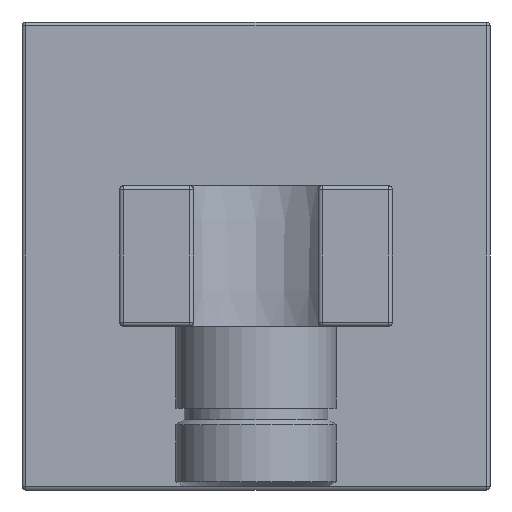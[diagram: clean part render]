
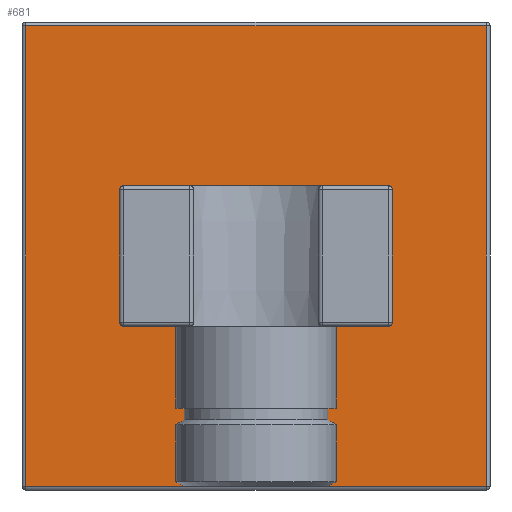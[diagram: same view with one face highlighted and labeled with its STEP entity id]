
A CAD part, front view. The second image highlights one B-rep face of the part: STEP entity #681.
In plain terms, the highlighted planar face has unit normal (0, -1, 0).
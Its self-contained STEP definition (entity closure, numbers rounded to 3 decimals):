
#517=PLANE('',#1567);
#559=LINE('',#2140,#627);
#560=LINE('',#2143,#628);
#561=LINE('',#2145,#629);
#562=LINE('',#2147,#630);
#627=VECTOR('',#1753,1.);
#628=VECTOR('',#1754,1.);
#629=VECTOR('',#1755,1.);
#630=VECTOR('',#1756,1.);
#681=ADVANCED_FACE('',(#794,#795,#796,#797),#517,.T.);
#794=FACE_BOUND('',#852,.T.);
#795=FACE_BOUND('',#853,.T.);
#796=FACE_BOUND('',#854,.T.);
#797=FACE_BOUND('',#855,.T.);
#852=EDGE_LOOP('',(#982,#983,#984,#985));
#853=EDGE_LOOP('',(#986));
#854=EDGE_LOOP('',(#987));
#855=EDGE_LOOP('',(#988));
#982=ORIENTED_EDGE('',*,*,#1362,.T.);
#983=ORIENTED_EDGE('',*,*,#1363,.T.);
#984=ORIENTED_EDGE('',*,*,#1364,.T.);
#985=ORIENTED_EDGE('',*,*,#1365,.T.);
#986=ORIENTED_EDGE('',*,*,#1337,.T.);
#987=ORIENTED_EDGE('',*,*,#1366,.F.);
#988=ORIENTED_EDGE('',*,*,#1367,.F.);
#1243=VERTEX_POINT('',#2089);
#1264=VERTEX_POINT('',#2141);
#1265=VERTEX_POINT('',#2142);
#1266=VERTEX_POINT('',#2144);
#1267=VERTEX_POINT('',#2146);
#1268=VERTEX_POINT('',#2149);
#1269=VERTEX_POINT('',#2151);
#1337=EDGE_CURVE('',#1243,#1243,#1482,.T.);
#1362=EDGE_CURVE('',#1264,#1265,#559,.T.);
#1363=EDGE_CURVE('',#1265,#1266,#560,.T.);
#1364=EDGE_CURVE('',#1266,#1267,#561,.T.);
#1365=EDGE_CURVE('',#1267,#1264,#562,.T.);
#1366=EDGE_CURVE('',#1268,#1268,#1487,.T.);
#1367=EDGE_CURVE('',#1269,#1269,#1488,.T.);
#1482=CIRCLE('',#1554,2.05);
#1487=CIRCLE('',#1565,2.05);
#1488=CIRCLE('',#1566,7.1);
#1554=AXIS2_PLACEMENT_3D('',#2088,#1711,#1712);
#1565=AXIS2_PLACEMENT_3D('',#2148,#1757,#1758);
#1566=AXIS2_PLACEMENT_3D('',#2150,#1759,#1760);
#1567=AXIS2_PLACEMENT_3D('',#2152,#1761,#1762);
#1711=DIRECTION('',(0.,1.,0.));
#1712=DIRECTION('',(0.,0.,-1.));
#1753=DIRECTION('',(-1.,0.,0.));
#1754=DIRECTION('',(0.,0.,-1.));
#1755=DIRECTION('',(1.,0.,0.));
#1756=DIRECTION('',(0.,0.,1.));
#1757=DIRECTION('',(0.,-1.,0.));
#1758=DIRECTION('',(0.,0.,-1.));
#1759=DIRECTION('',(0.,-1.,0.));
#1760=DIRECTION('',(0.,0.,-1.));
#1761=DIRECTION('',(0.,-1.,0.));
#1762=DIRECTION('',(0.,0.,-1.));
#2088=CARTESIAN_POINT('',(11.8,-8.,0.));
#2089=CARTESIAN_POINT('',(11.8,-8.,-2.05));
#2140=CARTESIAN_POINT('',(-30.,-8.,29.5));
#2141=CARTESIAN_POINT('',(29.5,-8.,29.5));
#2142=CARTESIAN_POINT('',(-29.5,-8.,29.5));
#2143=CARTESIAN_POINT('',(-29.5,-8.,-30.));
#2144=CARTESIAN_POINT('',(-29.5,-8.,-29.5));
#2145=CARTESIAN_POINT('',(-30.,-8.,-29.5));
#2146=CARTESIAN_POINT('',(29.5,-8.,-29.5));
#2147=CARTESIAN_POINT('',(29.5,-8.,-30.));
#2148=CARTESIAN_POINT('',(-11.8,-8.,0.));
#2149=CARTESIAN_POINT('',(-11.8,-8.,-2.05));
#2150=CARTESIAN_POINT('',(0.,-8.,0.));
#2151=CARTESIAN_POINT('',(0.,-8.,-7.1));
#2152=CARTESIAN_POINT('',(-30.,-8.,-30.));
